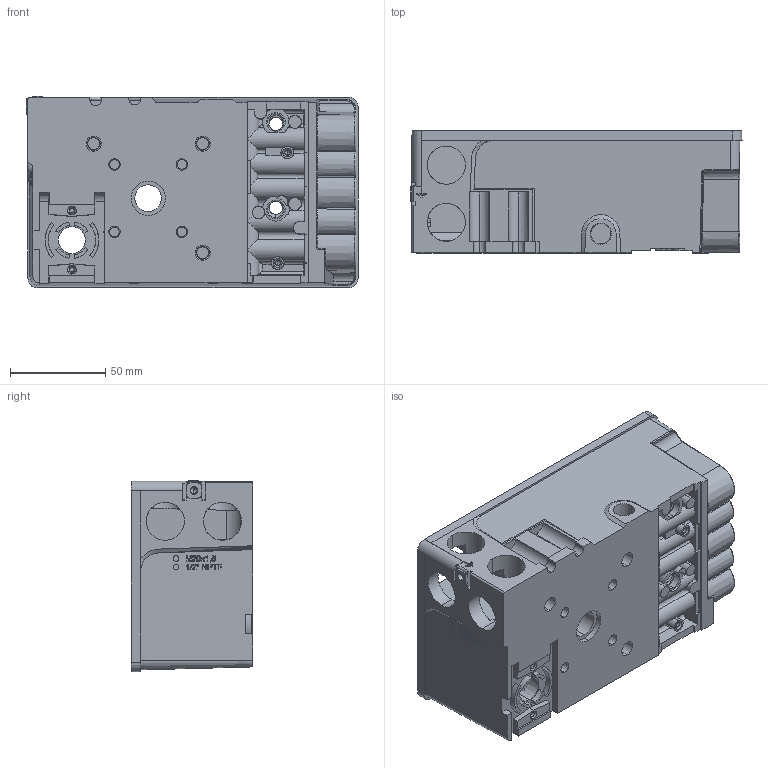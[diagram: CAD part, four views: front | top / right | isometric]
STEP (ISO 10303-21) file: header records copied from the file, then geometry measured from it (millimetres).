
FILE_DESCRIPTION (( 'STEP AP214' ), '1' );
FILE_NAME ('D30_endast hus_160812.STEP', '2016-08-12T11:31:28', ( '' ), ( '' ), 'SwSTEP 2.0', 'SolidWorks 2015', '' );
FILE_SCHEMA (( 'AUTOMOTIVE_DESIGN' ));
Length unit declared in the file: millimetre
Products named in the file (1): D30_endast hus_160812
Bounding box: 174.17 x 64 x 100.67 mm (x, y, z)
Volume: 267752.7 mm3; surface area: 129997.6 mm2
Topology: 1 solids, 1 shells, 1831 faces, 4855 edges, 3160 vertices
Faces by surface type: plane 934, cylinder 325, cone 288, bspline 262, torus 16, sphere 6
Entity records: 70255 total; most frequent: CARTESIAN_POINT 26860, ORIENTED_EDGE 9604, DIRECTION 8003, EDGE_CURVE 4802, VERTEX_POINT 3160, VECTOR 2825, LINE 2825, AXIS2_PLACEMENT_3D 2589
